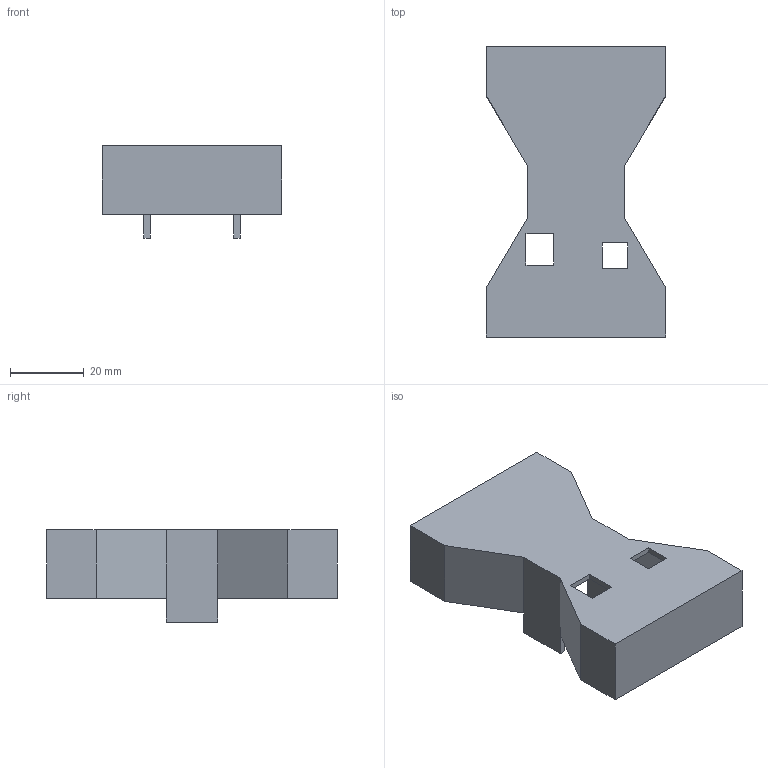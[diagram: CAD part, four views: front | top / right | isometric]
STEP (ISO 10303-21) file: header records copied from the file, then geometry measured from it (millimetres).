
FILE_DESCRIPTION(/* description */ (''),/* implementation_level */ '2;1');
FILE_NAME(/* name */ 'Hourclock Case v9.stp',/* time_stamp */ '2025-09-12T00:17:10+02:00',/* author */ (''),/* organization */ (''),/* preprocessor_version */ 'ST-DEVELOPER v20.1',/* originating_system */ 'Autodesk Translation Framework v14.10.0.0',/* authorisation */ '');
FILE_SCHEMA (('AUTOMOTIVE_DESIGN { 1 0 10303 214 3 1 1 }'));
Length unit declared in the file: millimetre
Products named in the file (1): Hourclock Case
Bounding box: 48.6 x 78.6 x 25 mm (x, y, z)
Volume: 12715.5 mm3; surface area: 15653.4 mm2
Topology: 1 solids, 1 shells, 43 faces, 121 edges, 79 vertices
Faces by surface type: plane 43
Entity records: 1396 total; most frequent: CARTESIAN_POINT 244, ORIENTED_EDGE 242, DIRECTION 209, LINE 121, VECTOR 121, EDGE_CURVE 121, VERTEX_POINT 79, EDGE_LOOP 46
